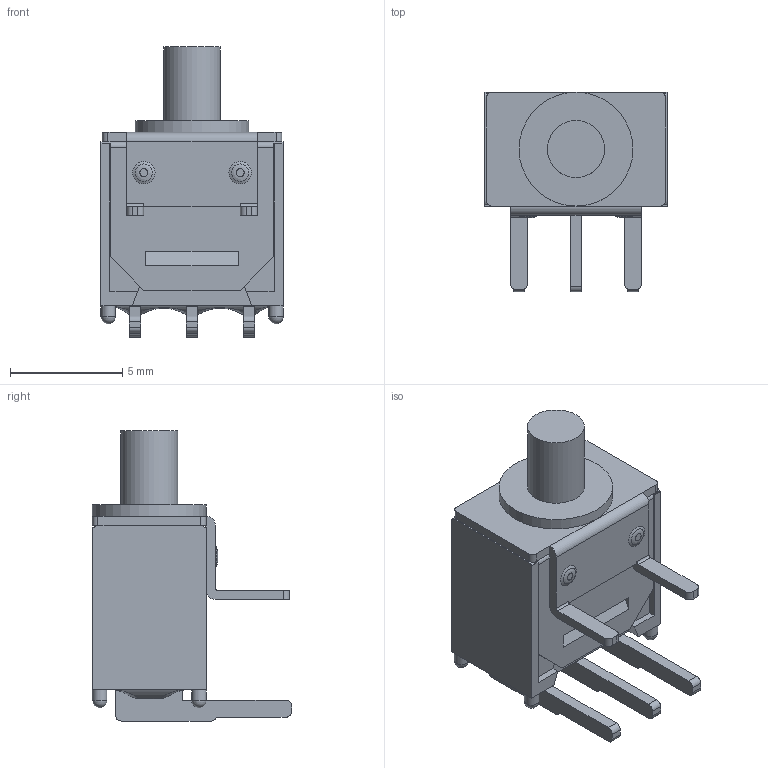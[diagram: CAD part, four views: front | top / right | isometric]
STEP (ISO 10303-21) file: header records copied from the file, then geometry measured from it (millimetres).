
FILE_DESCRIPTION((' '),'2;1');
FILE_NAME('800SP8B10M6xE.stp','2017-07-31T15:55:31',(' '),(' '),' ','ACIS',' ');
FILE_SCHEMA(('CONFIG_CONTROL_DESIGN'));
Length unit declared in the file: inch
Products named in the file (1): 800SP8B10M6xE.stp
Bounding box: 8.13 x 8.89 x 12.94 mm (x, y, z)
Volume: 236.7 mm3; surface area: 644.7 mm2
Topology: 1 solids, 2 shells, 177 faces, 476 edges, 304 vertices
Faces by surface type: plane 120, cylinder 41, bspline 10, sphere 4, cone 2
Full cylindrical faces by diameter (mm): 0.65 x4, 2.54 x2, 5.08 x1
Entity records: 5920 total; most frequent: CARTESIAN_POINT 1505, ORIENTED_EDGE 908, DIRECTION 855, EDGE_CURVE 454, VECTOR 325, LINE 325, VERTEX_POINT 297, AXIS2_PLACEMENT_3D 265
